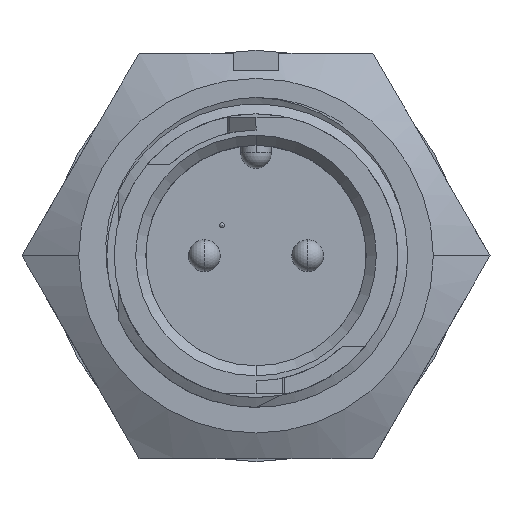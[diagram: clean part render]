
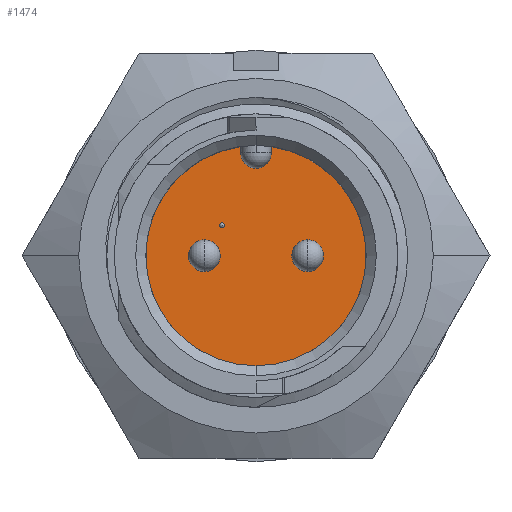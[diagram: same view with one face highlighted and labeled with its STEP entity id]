
A CAD part, top view. The second image highlights one B-rep face of the part: STEP entity #1474.
In plain terms, the highlighted planar face has unit normal (0, 0, 1).
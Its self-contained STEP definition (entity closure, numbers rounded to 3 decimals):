
#161 = EDGE_LOOP ( 'NONE', ( #8825, #10095 ) ) ;
#246 = EDGE_CURVE ( 'NONE', #8086, #4723, #7234, .T. ) ;
#248 = CARTESIAN_POINT ( 'NONE',  ( 0., 0., -8.382 ) ) ;
#275 = ORIENTED_EDGE ( 'NONE', *, *, #2975, .F. ) ;
#281 = ORIENTED_EDGE ( 'NONE', *, *, #5454, .F. ) ;
#303 = DIRECTION ( 'NONE',  ( 1., 0., 0. ) ) ;
#326 = EDGE_LOOP ( 'NONE', ( #275, #6458 ) ) ;
#463 = AXIS2_PLACEMENT_3D ( 'NONE', #1956, #1176, #8066 ) ;
#560 = AXIS2_PLACEMENT_3D ( 'NONE', #3247, #8180, #3140 ) ;
#584 = VERTEX_POINT ( 'NONE', #2540 ) ;
#770 = EDGE_CURVE ( 'NONE', #6136, #6361, #8140, .T. ) ;
#866 = VERTEX_POINT ( 'NONE', #9194 ) ;
#1176 = DIRECTION ( 'NONE',  ( 0., 0., 1. ) ) ;
#1318 = LINE ( 'NONE', #10474, #4420 ) ;
#1435 = DIRECTION ( 'NONE',  ( 1., 0., 0. ) ) ;
#1474 = ADVANCED_FACE ( 'NONE', ( #2987, #3821, #5513, #7179 ), #7852, .F. ) ;
#1496 = DIRECTION ( 'NONE',  ( 0., -1., 0. ) ) ;
#1956 = CARTESIAN_POINT ( 'NONE',  ( 0., 5.143, -8.382 ) ) ;
#2048 = AXIS2_PLACEMENT_3D ( 'NONE', #5913, #9147, #10931 ) ;
#2179 = DIRECTION ( 'NONE',  ( 0., -1., 0. ) ) ;
#2540 = CARTESIAN_POINT ( 'NONE',  ( -1.797, 0.003, -8.382 ) ) ;
#2666 = DIRECTION ( 'NONE',  ( 0., 0., 1. ) ) ;
#2702 = CIRCLE ( 'NONE', #3959, 0.794 ) ;
#2750 = DIRECTION ( 'NONE',  ( 0., 0., 1. ) ) ;
#2801 = CARTESIAN_POINT ( 'NONE',  ( 0., -5.524, -8.382 ) ) ;
#2870 = VERTEX_POINT ( 'NONE', #8401 ) ;
#2975 = EDGE_CURVE ( 'NONE', #4613, #5134, #8839, .T. ) ;
#2987 = FACE_OUTER_BOUND ( 'NONE', #3112, .T. ) ;
#3112 = EDGE_LOOP ( 'NONE', ( #6015, #8334, #3895, #9195, #281 ) ) ;
#3140 = DIRECTION ( 'NONE',  ( 0., 1., 0. ) ) ;
#3247 = CARTESIAN_POINT ( 'NONE',  ( -1.702, 1.527, -8.382 ) ) ;
#3663 = AXIS2_PLACEMENT_3D ( 'NONE', #7788, #2750, #303 ) ;
#3821 = FACE_BOUND ( 'NONE', #326, .T. ) ;
#3895 = ORIENTED_EDGE ( 'NONE', *, *, #6472, .T. ) ;
#3909 = VERTEX_POINT ( 'NONE', #9685 ) ;
#3959 = AXIS2_PLACEMENT_3D ( 'NONE', #6020, #7641, #10927 ) ;
#4104 = CARTESIAN_POINT ( 'NONE',  ( 2.591, 0., -8.382 ) ) ;
#4380 = EDGE_CURVE ( 'NONE', #5134, #4613, #6306, .T. ) ;
#4420 = VECTOR ( 'NONE', #9703, 1000. ) ;
#4492 = DIRECTION ( 'NONE',  ( 0., -1., 0. ) ) ;
#4545 = AXIS2_PLACEMENT_3D ( 'NONE', #8774, #2666, #4606 ) ;
#4606 = DIRECTION ( 'NONE',  ( 0., 1., 0. ) ) ;
#4613 = VERTEX_POINT ( 'NONE', #4635 ) ;
#4635 = CARTESIAN_POINT ( 'NONE',  ( -1.702, 1.654, -8.382 ) ) ;
#4723 = VERTEX_POINT ( 'NONE', #2801 ) ;
#4769 = CARTESIAN_POINT ( 'NONE',  ( -0.762, 5.472, -8.382 ) ) ;
#5134 = VERTEX_POINT ( 'NONE', #7721 ) ;
#5312 = CARTESIAN_POINT ( 'NONE',  ( 0., 0., -8.382 ) ) ;
#5454 = EDGE_CURVE ( 'NONE', #3909, #2870, #9146, .T. ) ;
#5479 = CARTESIAN_POINT ( 'NONE',  ( 3.385, 0., -8.382 ) ) ;
#5513 = FACE_BOUND ( 'NONE', #161, .T. ) ;
#5913 = CARTESIAN_POINT ( 'NONE',  ( -2.591, 0.003, -8.382 ) ) ;
#6015 = ORIENTED_EDGE ( 'NONE', *, *, #6824, .F. ) ;
#6020 = CARTESIAN_POINT ( 'NONE',  ( -2.591, 0.003, -8.382 ) ) ;
#6136 = VERTEX_POINT ( 'NONE', #10844 ) ;
#6174 = EDGE_LOOP ( 'NONE', ( #7947, #10301 ) ) ;
#6306 = CIRCLE ( 'NONE', #4545, 0.127 ) ;
#6361 = VERTEX_POINT ( 'NONE', #5479 ) ;
#6458 = ORIENTED_EDGE ( 'NONE', *, *, #4380, .F. ) ;
#6472 = EDGE_CURVE ( 'NONE', #4723, #7407, #9066, .T. ) ;
#6630 = DIRECTION ( 'NONE',  ( 0., 0., 1. ) ) ;
#6824 = EDGE_CURVE ( 'NONE', #8086, #3909, #9205, .T. ) ;
#6909 = VECTOR ( 'NONE', #1496, 1000. ) ;
#7012 = DIRECTION ( 'NONE',  ( 0., 0., -1. ) ) ;
#7179 = FACE_BOUND ( 'NONE', #6174, .T. ) ;
#7234 = CIRCLE ( 'NONE', #9547, 5.524 ) ;
#7255 = CARTESIAN_POINT ( 'NONE',  ( 0., 0., -8.382 ) ) ;
#7407 = VERTEX_POINT ( 'NONE', #7981 ) ;
#7613 = EDGE_CURVE ( 'NONE', #584, #866, #9845, .T. ) ;
#7641 = DIRECTION ( 'NONE',  ( 0., 0., 1. ) ) ;
#7721 = CARTESIAN_POINT ( 'NONE',  ( -1.702, 1.4, -8.382 ) ) ;
#7788 = CARTESIAN_POINT ( 'NONE',  ( 2.591, 0., -8.382 ) ) ;
#7852 = PLANE ( 'NONE',  #8679 ) ;
#7914 = CIRCLE ( 'NONE', #3663, 0.794 ) ;
#7947 = ORIENTED_EDGE ( 'NONE', *, *, #7613, .F. ) ;
#7981 = CARTESIAN_POINT ( 'NONE',  ( 0.762, 5.472, -8.382 ) ) ;
#8066 = DIRECTION ( 'NONE',  ( 1., 0., 0. ) ) ;
#8086 = VERTEX_POINT ( 'NONE', #9813 ) ;
#8135 = EDGE_CURVE ( 'NONE', #2870, #7407, #1318, .T. ) ;
#8140 = CIRCLE ( 'NONE', #10970, 0.794 ) ;
#8180 = DIRECTION ( 'NONE',  ( 0., 0., 1. ) ) ;
#8334 = ORIENTED_EDGE ( 'NONE', *, *, #246, .T. ) ;
#8359 = AXIS2_PLACEMENT_3D ( 'NONE', #5312, #8722, #4492 ) ;
#8401 = CARTESIAN_POINT ( 'NONE',  ( 0.762, 5.143, -8.382 ) ) ;
#8679 = AXIS2_PLACEMENT_3D ( 'NONE', #248, #7012, #10407 ) ;
#8722 = DIRECTION ( 'NONE',  ( 0., 0., 1. ) ) ;
#8774 = CARTESIAN_POINT ( 'NONE',  ( -1.702, 1.527, -8.382 ) ) ;
#8825 = ORIENTED_EDGE ( 'NONE', *, *, #9562, .F. ) ;
#8839 = CIRCLE ( 'NONE', #560, 0.127 ) ;
#9066 = CIRCLE ( 'NONE', #8359, 5.524 ) ;
#9146 = CIRCLE ( 'NONE', #463, 0.762 ) ;
#9147 = DIRECTION ( 'NONE',  ( 0., 0., 1. ) ) ;
#9194 = CARTESIAN_POINT ( 'NONE',  ( -3.385, 0.003, -8.382 ) ) ;
#9195 = ORIENTED_EDGE ( 'NONE', *, *, #8135, .F. ) ;
#9205 = LINE ( 'NONE', #4769, #6909 ) ;
#9547 = AXIS2_PLACEMENT_3D ( 'NONE', #7255, #9768, #2179 ) ;
#9562 = EDGE_CURVE ( 'NONE', #6361, #6136, #7914, .T. ) ;
#9685 = CARTESIAN_POINT ( 'NONE',  ( -0.762, 5.143, -8.382 ) ) ;
#9703 = DIRECTION ( 'NONE',  ( 0., 1., 0. ) ) ;
#9768 = DIRECTION ( 'NONE',  ( 0., 0., 1. ) ) ;
#9813 = CARTESIAN_POINT ( 'NONE',  ( -0.762, 5.472, -8.382 ) ) ;
#9845 = CIRCLE ( 'NONE', #2048, 0.794 ) ;
#10095 = ORIENTED_EDGE ( 'NONE', *, *, #770, .F. ) ;
#10280 = EDGE_CURVE ( 'NONE', #866, #584, #2702, .T. ) ;
#10301 = ORIENTED_EDGE ( 'NONE', *, *, #10280, .F. ) ;
#10407 = DIRECTION ( 'NONE',  ( 0., 1., 0. ) ) ;
#10474 = CARTESIAN_POINT ( 'NONE',  ( 0.762, 5.143, -8.382 ) ) ;
#10844 = CARTESIAN_POINT ( 'NONE',  ( 1.797, 0., -8.382 ) ) ;
#10927 = DIRECTION ( 'NONE',  ( 1., 0., 0. ) ) ;
#10931 = DIRECTION ( 'NONE',  ( 1., 0., 0. ) ) ;
#10970 = AXIS2_PLACEMENT_3D ( 'NONE', #4104, #6630, #1435 ) ;
